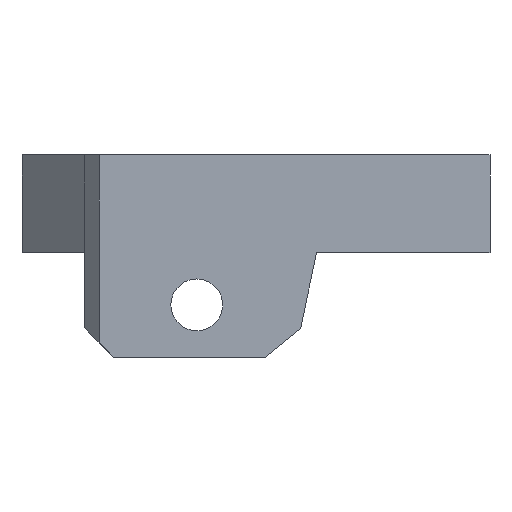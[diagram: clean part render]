
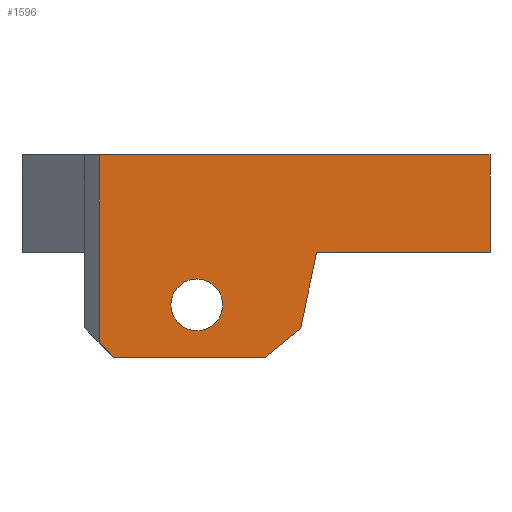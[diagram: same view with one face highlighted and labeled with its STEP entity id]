
A CAD part, left-side view. The second image highlights one B-rep face of the part: STEP entity #1596.
In plain terms, the highlighted planar face has unit normal (-1, 0, 0).
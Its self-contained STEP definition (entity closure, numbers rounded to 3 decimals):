
#19=FACE_BOUND('',#126,.T.);
#27=CIRCLE('',#1704,2.65);
#32=FACE_OUTER_BOUND('',#125,.T.);
#125=EDGE_LOOP('',(#1053,#1054,#1055,#1056,#1057,#1058,#1059,#1060));
#126=EDGE_LOOP('',(#1061));
#224=LINE('',#2226,#449);
#228=LINE('',#2234,#453);
#233=LINE('',#2244,#458);
#234=LINE('',#2246,#459);
#235=LINE('',#2248,#460);
#236=LINE('',#2250,#461);
#237=LINE('',#2252,#462);
#238=LINE('',#2253,#463);
#449=VECTOR('',#1803,10.);
#453=VECTOR('',#1809,10.);
#458=VECTOR('',#1816,10.);
#459=VECTOR('',#1817,10.);
#460=VECTOR('',#1818,10.);
#461=VECTOR('',#1819,10.);
#462=VECTOR('',#1820,10.);
#463=VECTOR('',#1821,10.);
#674=VERTEX_POINT('',#2224);
#675=VERTEX_POINT('',#2225);
#678=VERTEX_POINT('',#2233);
#682=VERTEX_POINT('',#2243);
#683=VERTEX_POINT('',#2245);
#684=VERTEX_POINT('',#2247);
#685=VERTEX_POINT('',#2249);
#686=VERTEX_POINT('',#2251);
#687=VERTEX_POINT('',#2254);
#813=EDGE_CURVE('',#674,#675,#224,.T.);
#817=EDGE_CURVE('',#675,#678,#228,.T.);
#822=EDGE_CURVE('',#682,#674,#233,.T.);
#823=EDGE_CURVE('',#682,#683,#234,.T.);
#824=EDGE_CURVE('',#683,#684,#235,.T.);
#825=EDGE_CURVE('',#685,#684,#236,.T.);
#826=EDGE_CURVE('',#686,#685,#237,.T.);
#827=EDGE_CURVE('',#678,#686,#238,.T.);
#828=EDGE_CURVE('',#687,#687,#27,.T.);
#1053=ORIENTED_EDGE('',*,*,#813,.F.);
#1054=ORIENTED_EDGE('',*,*,#822,.F.);
#1055=ORIENTED_EDGE('',*,*,#823,.T.);
#1056=ORIENTED_EDGE('',*,*,#824,.T.);
#1057=ORIENTED_EDGE('',*,*,#825,.F.);
#1058=ORIENTED_EDGE('',*,*,#826,.F.);
#1059=ORIENTED_EDGE('',*,*,#827,.F.);
#1060=ORIENTED_EDGE('',*,*,#817,.F.);
#1061=ORIENTED_EDGE('',*,*,#828,.T.);
#1505=PLANE('',#1703);
#1596=ADVANCED_FACE('',(#32,#19),#1505,.T.);
#1703=AXIS2_PLACEMENT_3D('',#2242,#1814,#1815);
#1704=AXIS2_PLACEMENT_3D('',#2255,#1822,#1823);
#1803=DIRECTION('',(0.,0.777,-0.63));
#1809=DIRECTION('',(0.,1.,0.));
#1814=DIRECTION('center_axis',(-1.,0.,0.));
#1815=DIRECTION('ref_axis',(0.,-1.,0.));
#1816=DIRECTION('',(0.,0.207,-0.978));
#1817=DIRECTION('',(0.,-1.,0.));
#1818=DIRECTION('',(0.,0.,1.));
#1819=DIRECTION('',(0.,-1.,0.));
#1820=DIRECTION('',(0.,0.,1.));
#1821=DIRECTION('',(0.,0.707,0.707));
#1822=DIRECTION('center_axis',(1.,0.,0.));
#1823=DIRECTION('ref_axis',(0.,-1.,0.));
#2224=CARTESIAN_POINT('',(0.,19.38,-7.765));
#2225=CARTESIAN_POINT('',(0.,23.,-10.7));
#2226=CARTESIAN_POINT('',(0.,25.059,-12.369));
#2233=CARTESIAN_POINT('',(0.,38.5,-10.7));
#2234=CARTESIAN_POINT('',(0.,41.5,-10.7));
#2242=CARTESIAN_POINT('Origin',(0.,41.5,0.));
#2243=CARTESIAN_POINT('',(0.,17.74,0.));
#2244=CARTESIAN_POINT('',(0.,18.812,-5.077));
#2245=CARTESIAN_POINT('',(0.,0.,0.));
#2246=CARTESIAN_POINT('',(0.,41.5,0.));
#2247=CARTESIAN_POINT('',(0.,0.,10.));
#2248=CARTESIAN_POINT('',(0.,0.,0.));
#2249=CARTESIAN_POINT('',(0.,40.,10.));
#2250=CARTESIAN_POINT('',(0.,41.5,10.));
#2251=CARTESIAN_POINT('',(0.,40.,-9.2));
#2252=CARTESIAN_POINT('',(0.,40.,0.));
#2253=CARTESIAN_POINT('',(0.,42.675,-6.525));
#2254=CARTESIAN_POINT('',(0.,32.65,-5.35));
#2255=CARTESIAN_POINT('Origin',(0.,30.,-5.35));
